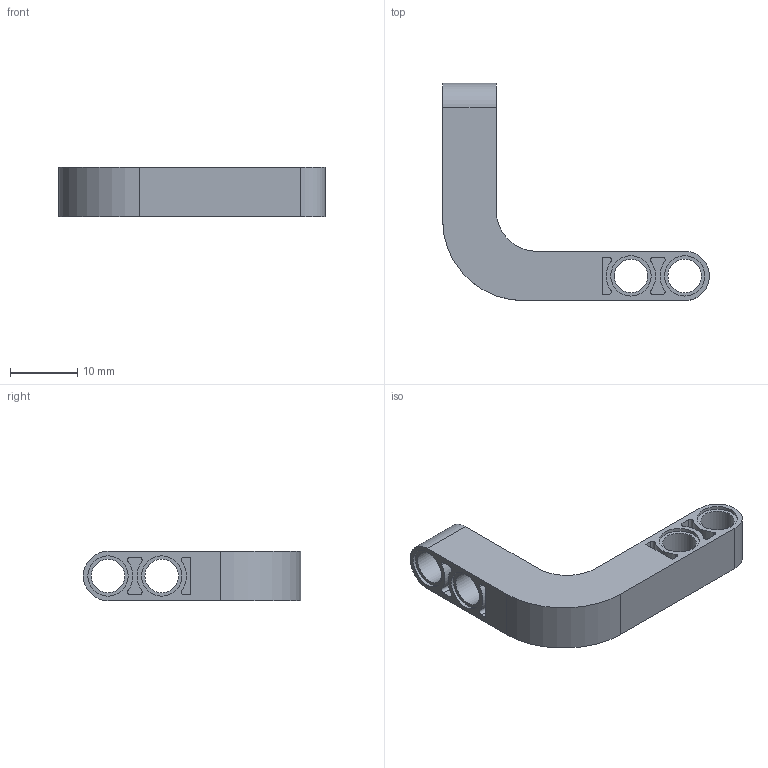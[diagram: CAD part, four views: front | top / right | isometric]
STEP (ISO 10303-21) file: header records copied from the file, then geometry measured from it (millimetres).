
FILE_DESCRIPTION(('HOOPS Exchange Step'),'2;1');
FILE_NAME('temp_export.step','2020-09-17T11:33:19+02:00',('mobile'),('Shapr3D Limited'),'HOOPS Exchange 2020.2','Shapr3D','Authorized');
FILE_SCHEMA( ('AP203_CONFIGURATION_CONTROLLED_3D_DESIGN_OF_MECHANICAL_PARTS_AND_ASSEMBLIES_MIM_LF') );
Length unit declared in the file: millimetre
Products named in the file (1): Volume Translate.1 (5)
Bounding box: 39.7 x 32.35 x 7.35 mm (x, y, z)
Volume: 2540.1 mm3; surface area: 2599.2 mm2
Topology: 1 solids, 1 shells, 100 faces, 270 edges, 188 vertices
Faces by surface type: cylinder 58, plane 42
Full cylindrical faces by diameter (mm): 5 x4, 6 x8
Entity records: 3286 total; most frequent: DIRECTION 612, CARTESIAN_POINT 559, ORIENTED_EDGE 540, EDGE_CURVE 270, AXIS2_PLACEMENT_3D 241, VERTEX_POINT 188, CIRCLE 140, VECTOR 130
